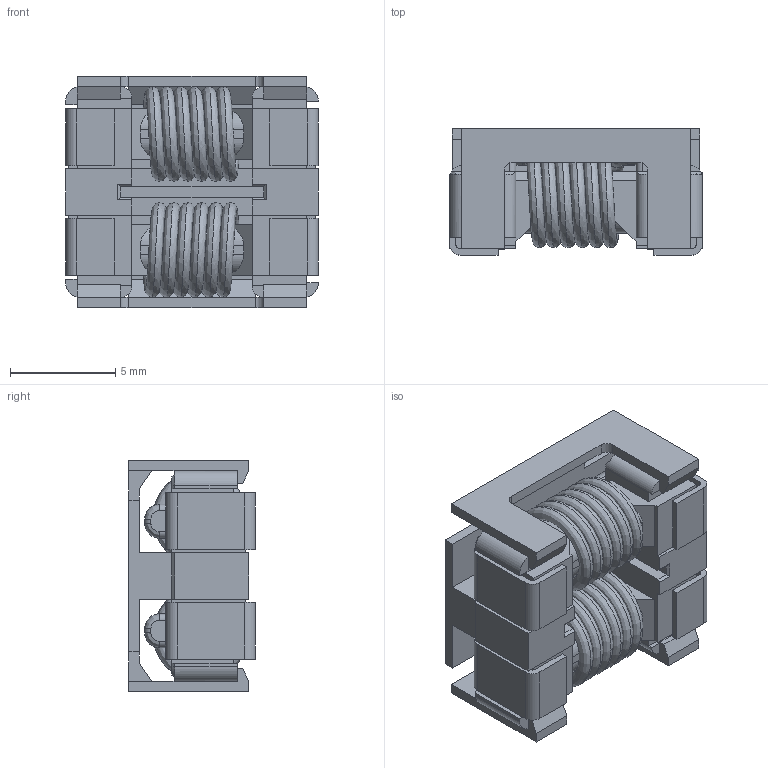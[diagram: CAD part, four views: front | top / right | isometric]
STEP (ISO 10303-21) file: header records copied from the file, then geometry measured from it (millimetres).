
FILE_DESCRIPTION (( 'STEP AP214' ), '1' );
FILE_NAME ('ACM1211-701-2PL-TL01.STEP', '2020-01-28T13:46:23', ( '' ), ( '' ), 'SwSTEP 2.0', 'SolidWorks 2017', '' );
FILE_SCHEMA (( 'AUTOMOTIVE_DESIGN' ));
Length unit declared in the file: millimetre
Products named in the file (1): ACM1211-701-2PL-TL01
Bounding box: 12 x 6 x 11 mm (x, y, z)
Volume: 475.7 mm3; surface area: 1292.7 mm2
Topology: 11 solids, 11 shells, 324 faces, 875 edges, 561 vertices
Faces by surface type: plane 213, cylinder 72, bspline 36, cone 3
Entity records: 13192 total; most frequent: CARTESIAN_POINT 5037, ORIENTED_EDGE 1750, DIRECTION 1587, EDGE_CURVE 875, LINE 637, VECTOR 637, VERTEX_POINT 561, AXIS2_PLACEMENT_3D 475
